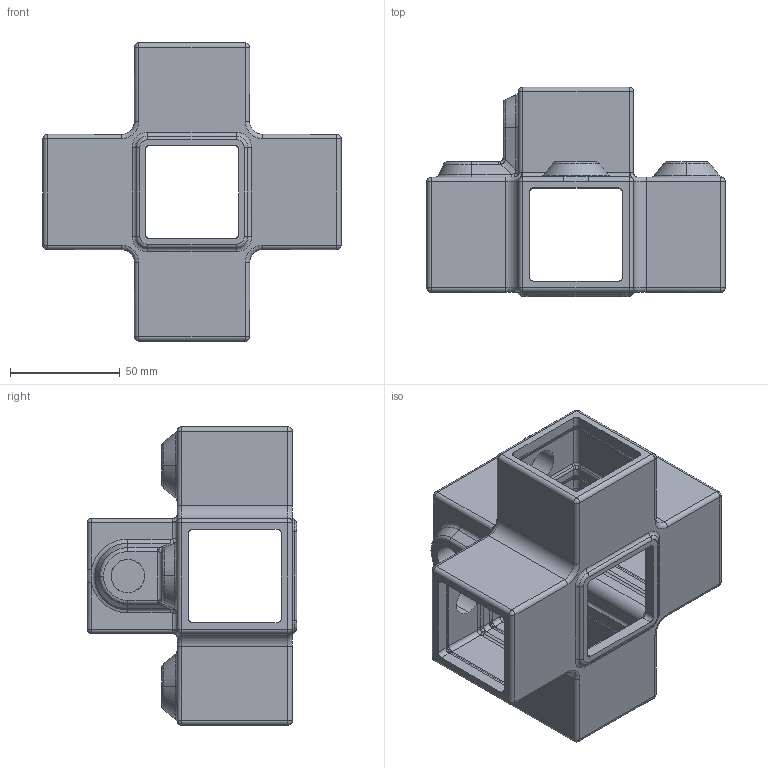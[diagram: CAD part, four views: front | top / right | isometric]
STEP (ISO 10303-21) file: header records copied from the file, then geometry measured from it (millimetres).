
FILE_DESCRIPTION (( 'STEP AP203' ), '1' );
FILE_NAME ('16S158.STEP', '2022-09-20T08:30:57', ( '' ), ( '' ), 'SwSTEP 2.0', 'SolidWorks 2020', '' );
FILE_SCHEMA (( 'CONFIG_CONTROL_DESIGN' ));
Length unit declared in the file: millimetre
Products named in the file (1): 16S158
Bounding box: 136 x 95.5 x 136 mm (x, y, z)
Volume: 201693.4 mm3; surface area: 89476.5 mm2
Topology: 1 solids, 1 shells, 822 faces, 1930 edges, 1067 vertices
Faces by surface type: bspline 812, cylinder 10
Entity records: 46952 total; most frequent: CARTESIAN_POINT 36263, ORIENTED_EDGE 3784, EDGE_CURVE 1892, B_SPLINE_CURVE_WITH_KNOTS 1143, VERTEX_POINT 1067, EDGE_LOOP 837, FACE_OUTER_BOUND 822, ADVANCED_FACE 822
